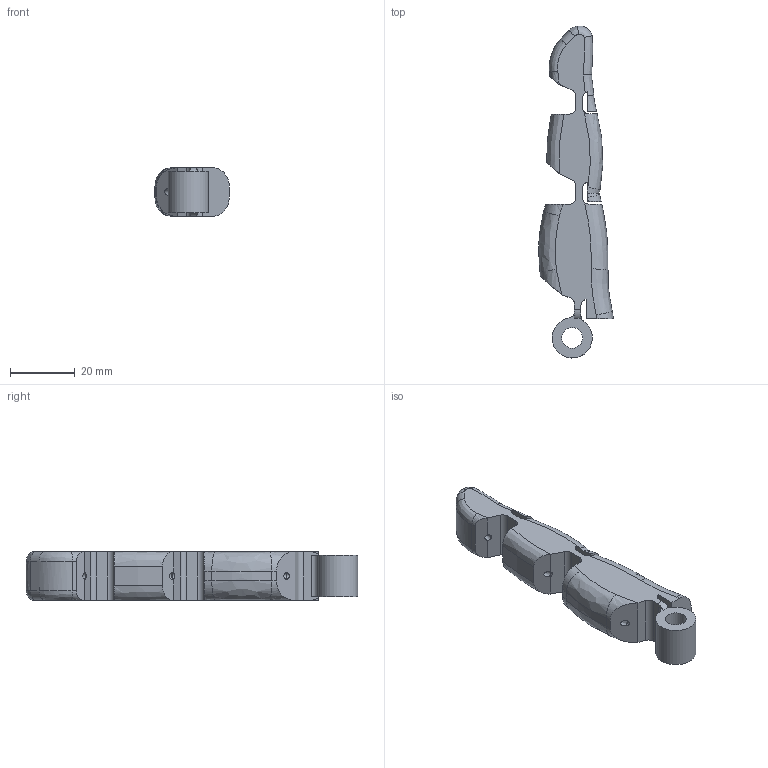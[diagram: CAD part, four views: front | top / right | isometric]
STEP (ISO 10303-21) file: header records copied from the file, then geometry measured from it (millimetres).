
FILE_DESCRIPTION(/* description */ (''),/* implementation_level */ '2;1');
FILE_NAME(/* name */ 'Middle_Design.stp',/* time_stamp */ '2023-10-22T07:27:25-05:00',/* author */ ('maria'),/* organization */ (''),/* preprocessor_version */ 'ST-DEVELOPER v19.2',/* originating_system */ 'Autodesk Inventor 2024',/* authorisation */ '');
FILE_SCHEMA (('AUTOMOTIVE_DESIGN { 1 0 10303 214 3 1 1 }'));
Length unit declared in the file: millimetre
Products named in the file (1): Middle_DesignV2.0_MIR
Bounding box: 23.03 x 102.32 x 15 mm (x, y, z)
Volume: 18344.4 mm3; surface area: 7299.8 mm2
Topology: 1 solids, 1 shells, 119 faces, 317 edges, 199 vertices
Faces by surface type: bspline 54, plane 33, cylinder 28, torus 4
Full cylindrical faces by diameter (mm): 6.4 x1
Entity records: 5610 total; most frequent: CARTESIAN_POINT 2921, ORIENTED_EDGE 634, DIRECTION 430, EDGE_CURVE 317, VERTEX_POINT 198, AXIS2_PLACEMENT_3D 159, EDGE_LOOP 125, FACE_OUTER_BOUND 119
